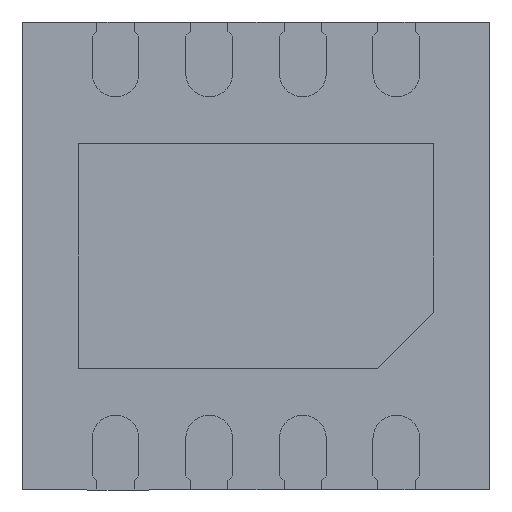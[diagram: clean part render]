
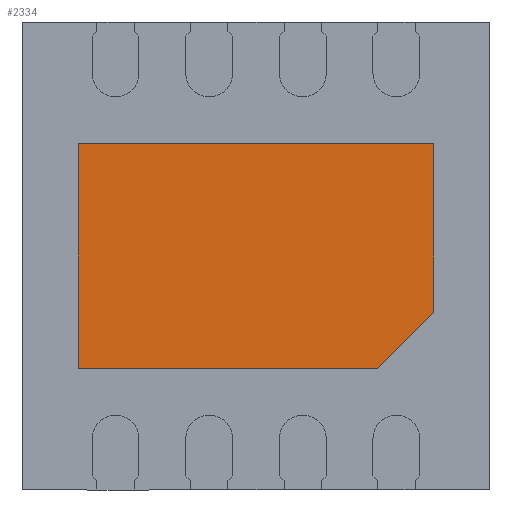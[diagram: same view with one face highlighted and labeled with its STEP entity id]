
A CAD part, front view. The second image highlights one B-rep face of the part: STEP entity #2334.
In plain terms, the highlighted planar face has unit normal (0, -1, 0).
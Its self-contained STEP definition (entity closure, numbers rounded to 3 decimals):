
#9 = EDGE_CURVE ( 'NONE', #4718, #3571, #1142, .T. ) ;
#26 = CARTESIAN_POINT ( 'NONE',  ( 0.6, 0., 0.95 ) ) ;
#404 = EDGE_CURVE ( 'NONE', #4399, #4000, #3617, .T. ) ;
#642 = FACE_OUTER_BOUND ( 'NONE', #4692, .T. ) ;
#1049 = LINE ( 'NONE', #3666, #4293 ) ;
#1082 = VECTOR ( 'NONE', #2375, 1000. ) ;
#1140 = AXIS2_PLACEMENT_3D ( 'NONE', #4143, #5472, #4224 ) ;
#1142 = LINE ( 'NONE', #4667, #1550 ) ;
#1240 = ORIENTED_EDGE ( 'NONE', *, *, #404, .T. ) ;
#1527 = DIRECTION ( 'NONE',  ( 0., 0., -1. ) ) ;
#1537 = ORIENTED_EDGE ( 'NONE', *, *, #2933, .T. ) ;
#1550 = VECTOR ( 'NONE', #2471, 1000. ) ;
#1620 = VERTEX_POINT ( 'NONE', #3486 ) ;
#1691 = CARTESIAN_POINT ( 'NONE',  ( -0.6, 0., -0.65 ) ) ;
#1970 = PLANE ( 'NONE',  #1140 ) ;
#2322 = CARTESIAN_POINT ( 'NONE',  ( -0.6, 0., -0.95 ) ) ;
#2334 = ADVANCED_FACE ( 'NONE', ( #642 ), #1970, .T. ) ;
#2375 = DIRECTION ( 'NONE',  ( -1., 0., 0. ) ) ;
#2471 = DIRECTION ( 'NONE',  ( 0.707, 0., -0.707 ) ) ;
#2933 = EDGE_CURVE ( 'NONE', #3571, #4399, #4888, .T. ) ;
#2951 = CARTESIAN_POINT ( 'NONE',  ( -0.3, 0., -0.95 ) ) ;
#2975 = EDGE_CURVE ( 'NONE', #4000, #1620, #4625, .T. ) ;
#3243 = CARTESIAN_POINT ( 'NONE',  ( 0.6, 0., -0.95 ) ) ;
#3344 = CARTESIAN_POINT ( 'NONE',  ( -0.6, 0., 0.95 ) ) ;
#3469 = ORIENTED_EDGE ( 'NONE', *, *, #4273, .T. ) ;
#3486 = CARTESIAN_POINT ( 'NONE',  ( -0.6, 0., 0.95 ) ) ;
#3571 = VERTEX_POINT ( 'NONE', #2951 ) ;
#3617 = LINE ( 'NONE', #3243, #3769 ) ;
#3666 = CARTESIAN_POINT ( 'NONE',  ( -0.6, 0., -0.95 ) ) ;
#3769 = VECTOR ( 'NONE', #5008, 1000. ) ;
#3986 = ORIENTED_EDGE ( 'NONE', *, *, #9, .T. ) ;
#4000 = VERTEX_POINT ( 'NONE', #26 ) ;
#4143 = CARTESIAN_POINT ( 'NONE',  ( 0., 0., 0. ) ) ;
#4224 = DIRECTION ( 'NONE',  ( 1., 0., 0. ) ) ;
#4273 = EDGE_CURVE ( 'NONE', #1620, #4718, #1049, .T. ) ;
#4293 = VECTOR ( 'NONE', #1527, 1000. ) ;
#4399 = VERTEX_POINT ( 'NONE', #5087 ) ;
#4625 = LINE ( 'NONE', #3344, #1082 ) ;
#4667 = CARTESIAN_POINT ( 'NONE',  ( -0.625, 0., -0.625 ) ) ;
#4692 = EDGE_LOOP ( 'NONE', ( #3469, #3986, #1537, #1240, #5673 ) ) ;
#4718 = VERTEX_POINT ( 'NONE', #1691 ) ;
#4786 = VECTOR ( 'NONE', #4999, 1000. ) ;
#4888 = LINE ( 'NONE', #2322, #4786 ) ;
#4999 = DIRECTION ( 'NONE',  ( 1., 0., 0. ) ) ;
#5008 = DIRECTION ( 'NONE',  ( 0., 0., 1. ) ) ;
#5087 = CARTESIAN_POINT ( 'NONE',  ( 0.6, 0., -0.95 ) ) ;
#5472 = DIRECTION ( 'NONE',  ( 0., -1., 0. ) ) ;
#5673 = ORIENTED_EDGE ( 'NONE', *, *, #2975, .T. ) ;
